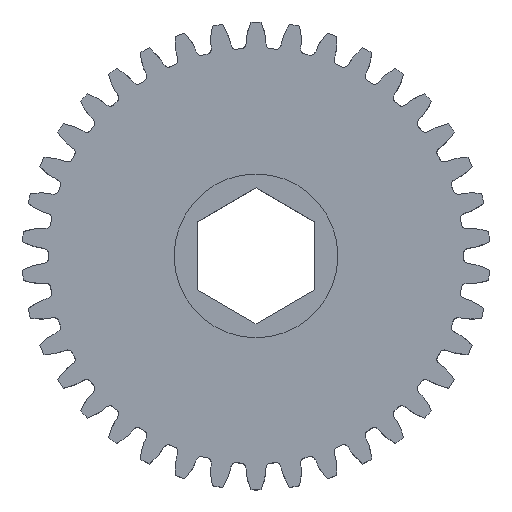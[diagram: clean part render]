
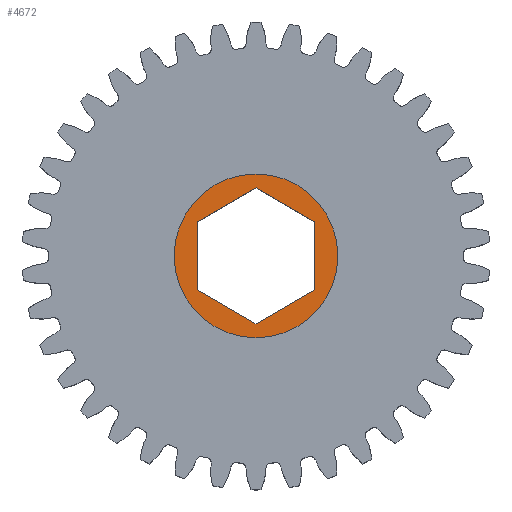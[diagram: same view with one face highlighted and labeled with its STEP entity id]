
A CAD part, top view. The second image highlights one B-rep face of the part: STEP entity #4672.
In plain terms, the highlighted planar face has unit normal (0, 0, 1).
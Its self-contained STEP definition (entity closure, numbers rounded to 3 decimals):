
#253 = VECTOR ( 'NONE', #4772, 1000. ) ;
#346 = VERTEX_POINT ( 'NONE', #11696 ) ;
#497 = VERTEX_POINT ( 'NONE', #14372 ) ;
#724 = EDGE_LOOP ( 'NONE', ( #5099, #3063 ) ) ;
#745 = DIRECTION ( 'NONE',  ( 0., 1., 0. ) ) ;
#833 = DIRECTION ( 'NONE',  ( 0., -1., 0. ) ) ;
#918 = DIRECTION ( 'NONE',  ( 0., 0., -1. ) ) ;
#997 = DIRECTION ( 'NONE',  ( 0.866, -0.5, 0. ) ) ;
#1200 = CARTESIAN_POINT ( 'NONE',  ( -6.388, 3.688, 6.3 ) ) ;
#1227 = CARTESIAN_POINT ( 'NONE',  ( 0., 0., 6.3 ) ) ;
#1516 = FACE_BOUND ( 'NONE', #5348, .T. ) ;
#1582 = EDGE_CURVE ( 'NONE', #11331, #11056, #12260, .T. ) ;
#1862 = CARTESIAN_POINT ( 'NONE',  ( -6.388, 3.688, 6.3 ) ) ;
#3063 = ORIENTED_EDGE ( 'NONE', *, *, #1582, .F. ) ;
#3127 = CARTESIAN_POINT ( 'NONE',  ( 0., 0., 6.3 ) ) ;
#3265 = LINE ( 'NONE', #6887, #253 ) ;
#3362 = DIRECTION ( 'NONE',  ( -0.866, -0.5, 0. ) ) ;
#3395 = ORIENTED_EDGE ( 'NONE', *, *, #12818, .T. ) ;
#3551 = VERTEX_POINT ( 'NONE', #8845 ) ;
#3594 = CARTESIAN_POINT ( 'NONE',  ( 0., 8.89, 6.3 ) ) ;
#3640 = CARTESIAN_POINT ( 'NONE',  ( -6.388, -3.688, 6.3 ) ) ;
#3803 = LINE ( 'NONE', #7502, #9449 ) ;
#3834 = CIRCLE ( 'NONE', #4334, 8.89 ) ;
#4334 = AXIS2_PLACEMENT_3D ( 'NONE', #3127, #7505, #7898 ) ;
#4670 = VECTOR ( 'NONE', #997, 1000. ) ;
#4672 = ADVANCED_FACE ( 'NONE', ( #1516, #11544 ), #9169, .F. ) ;
#4772 = DIRECTION ( 'NONE',  ( -0.866, 0.5, 0. ) ) ;
#5099 = ORIENTED_EDGE ( 'NONE', *, *, #7589, .F. ) ;
#5348 = EDGE_LOOP ( 'NONE', ( #3395, #9326, #12401, #9707, #7657, #9530 ) ) ;
#5730 = LINE ( 'NONE', #10119, #4670 ) ;
#5732 = EDGE_CURVE ( 'NONE', #12767, #346, #8538, .T. ) ;
#6247 = CARTESIAN_POINT ( 'NONE',  ( 6.388, 3.688, 6.3 ) ) ;
#6312 = DIRECTION ( 'NONE',  ( 0.866, 0.5, 0. ) ) ;
#6887 = CARTESIAN_POINT ( 'NONE',  ( 0., -7.376, 6.3 ) ) ;
#7149 = LINE ( 'NONE', #13637, #11726 ) ;
#7271 = CARTESIAN_POINT ( 'NONE',  ( 0., -8.89, 6.3 ) ) ;
#7502 = CARTESIAN_POINT ( 'NONE',  ( -6.388, -3.688, 6.3 ) ) ;
#7505 = DIRECTION ( 'NONE',  ( 0., 0., -1. ) ) ;
#7589 = EDGE_CURVE ( 'NONE', #11056, #11331, #3834, .T. ) ;
#7657 = ORIENTED_EDGE ( 'NONE', *, *, #13842, .T. ) ;
#7898 = DIRECTION ( 'NONE',  ( 0., 1., 0. ) ) ;
#8538 = LINE ( 'NONE', #1862, #13293 ) ;
#8758 = EDGE_CURVE ( 'NONE', #10467, #497, #9807, .T. ) ;
#8810 = DIRECTION ( 'NONE',  ( 0., 1., 0. ) ) ;
#8845 = CARTESIAN_POINT ( 'NONE',  ( 0., -7.376, 6.3 ) ) ;
#9119 = DIRECTION ( 'NONE',  ( 0., 0., -1. ) ) ;
#9169 = PLANE ( 'NONE',  #13865 ) ;
#9326 = ORIENTED_EDGE ( 'NONE', *, *, #5732, .T. ) ;
#9449 = VECTOR ( 'NONE', #745, 1000. ) ;
#9530 = ORIENTED_EDGE ( 'NONE', *, *, #13408, .T. ) ;
#9707 = ORIENTED_EDGE ( 'NONE', *, *, #8758, .T. ) ;
#9807 = LINE ( 'NONE', #12213, #10872 ) ;
#10111 = DIRECTION ( 'NONE',  ( 0., 1., 0. ) ) ;
#10119 = CARTESIAN_POINT ( 'NONE',  ( 0., 7.376, 6.3 ) ) ;
#10467 = VERTEX_POINT ( 'NONE', #6247 ) ;
#10872 = VECTOR ( 'NONE', #833, 1000. ) ;
#11056 = VERTEX_POINT ( 'NONE', #3594 ) ;
#11331 = VERTEX_POINT ( 'NONE', #7271 ) ;
#11544 = FACE_OUTER_BOUND ( 'NONE', #724, .T. ) ;
#11696 = CARTESIAN_POINT ( 'NONE',  ( 0., 7.376, 6.3 ) ) ;
#11726 = VECTOR ( 'NONE', #3362, 1000. ) ;
#11821 = AXIS2_PLACEMENT_3D ( 'NONE', #14421, #918, #8810 ) ;
#12213 = CARTESIAN_POINT ( 'NONE',  ( 6.388, 3.688, 6.3 ) ) ;
#12260 = CIRCLE ( 'NONE', #11821, 8.89 ) ;
#12401 = ORIENTED_EDGE ( 'NONE', *, *, #12887, .T. ) ;
#12767 = VERTEX_POINT ( 'NONE', #1200 ) ;
#12818 = EDGE_CURVE ( 'NONE', #14259, #12767, #3803, .T. ) ;
#12887 = EDGE_CURVE ( 'NONE', #346, #10467, #5730, .T. ) ;
#13293 = VECTOR ( 'NONE', #6312, 1000. ) ;
#13408 = EDGE_CURVE ( 'NONE', #3551, #14259, #3265, .T. ) ;
#13637 = CARTESIAN_POINT ( 'NONE',  ( 6.388, -3.688, 6.3 ) ) ;
#13842 = EDGE_CURVE ( 'NONE', #497, #3551, #7149, .T. ) ;
#13865 = AXIS2_PLACEMENT_3D ( 'NONE', #1227, #9119, #10111 ) ;
#14259 = VERTEX_POINT ( 'NONE', #3640 ) ;
#14372 = CARTESIAN_POINT ( 'NONE',  ( 6.388, -3.688, 6.3 ) ) ;
#14421 = CARTESIAN_POINT ( 'NONE',  ( 0., 0., 6.3 ) ) ;
